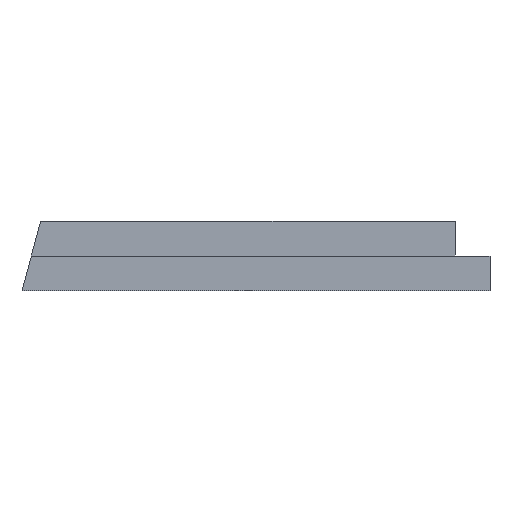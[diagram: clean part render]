
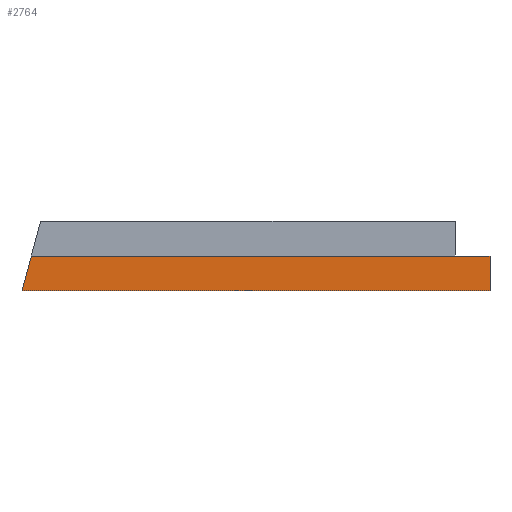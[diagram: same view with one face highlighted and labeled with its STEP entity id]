
A CAD part, front view. The second image highlights one B-rep face of the part: STEP entity #2764.
In plain terms, the highlighted planar face has unit normal (0, -1, 0).
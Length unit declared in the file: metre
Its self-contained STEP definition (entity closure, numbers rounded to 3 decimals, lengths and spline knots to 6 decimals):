
#216=ORIENTED_EDGE('',*,*,#1058,.F.);
#217=ORIENTED_EDGE('',*,*,#1059,.T.);
#218=ORIENTED_EDGE('',*,*,#1060,.F.);
#219=ORIENTED_EDGE('',*,*,#1061,.F.);
#1058=EDGE_CURVE('',#1479,#1480,#1761,.T.);
#1059=EDGE_CURVE('',#1479,#1481,#1762,.T.);
#1060=EDGE_CURVE('',#1482,#1481,#1763,.T.);
#1061=EDGE_CURVE('',#1480,#1482,#1764,.T.);
#1479=VERTEX_POINT('',#3501);
#1480=VERTEX_POINT('',#3502);
#1481=VERTEX_POINT('',#3504);
#1482=VERTEX_POINT('',#3506);
#1761=LINE('',#3500,#2046);
#1762=LINE('',#3503,#2047);
#1763=LINE('',#3505,#2048);
#1764=LINE('',#3507,#2049);
#2046=VECTOR('',#3029,1.);
#2047=VECTOR('',#3030,1.);
#2048=VECTOR('',#3031,1.);
#2049=VECTOR('',#3032,1.);
#2331=EDGE_LOOP('',(#216,#217,#218,#219));
#2504=FACE_BOUND('',#2331,.T.);
#2677=PLANE('',#2932);
#2764=ADVANCED_FACE('',(#2504),#2677,.F.);
#2932=AXIS2_PLACEMENT_3D('',#3499,#3027,#3028);
#3027=DIRECTION('',(0.,1.,0.));
#3028=DIRECTION('',(0.,0.,1.));
#3029=DIRECTION('',(0.259,0.,0.966));
#3030=DIRECTION('',(1.,0.,0.));
#3031=DIRECTION('',(0.,0.,-1.));
#3032=DIRECTION('',(1.,0.,0.));
#3499=CARTESIAN_POINT('',(0.0135,0.,0.004));
#3500=CARTESIAN_POINT('',(0.000536,0.,0.002));
#3501=CARTESIAN_POINT('',(0.,0.,0.));
#3502=CARTESIAN_POINT('',(0.000536,0.,0.002));
#3503=CARTESIAN_POINT('',(0.0135,0.,0.));
#3504=CARTESIAN_POINT('',(0.027,0.,0.));
#3505=CARTESIAN_POINT('',(0.027,0.,0.004));
#3506=CARTESIAN_POINT('',(0.027,0.,0.002));
#3507=CARTESIAN_POINT('',(-0.072815,0.,0.002));
